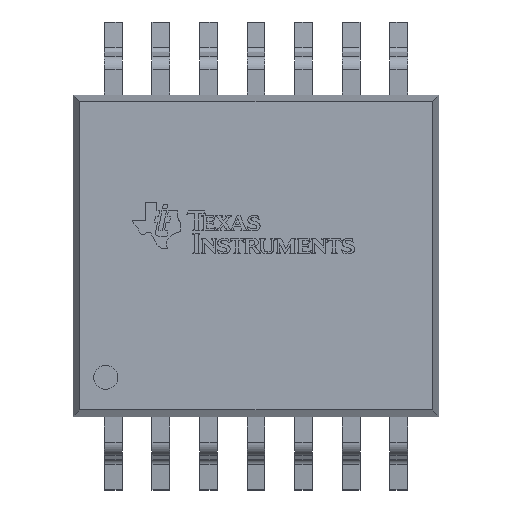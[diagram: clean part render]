
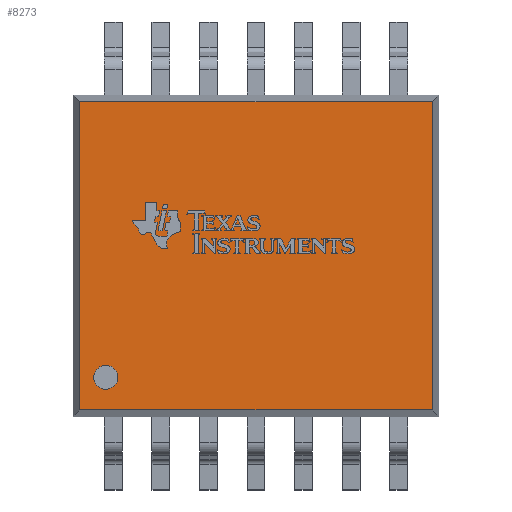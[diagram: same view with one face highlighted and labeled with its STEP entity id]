
A CAD part, top view. The second image highlights one B-rep face of the part: STEP entity #8273.
In plain terms, the highlighted planar face has unit normal (0, 0, 1).
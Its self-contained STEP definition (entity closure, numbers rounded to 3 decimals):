
#646=LINE('',#10830,#1542);
#648=LINE('',#10834,#1544);
#656=LINE('',#10848,#1552);
#657=LINE('',#10850,#1553);
#1542=VECTOR('',#9197,10.);
#1544=VECTOR('',#9201,10.);
#1552=VECTOR('',#9215,10.);
#1553=VECTOR('',#9218,10.);
#2431=FACE_BOUND('',#2916,.T.);
#2454=FACE_OUTER_BOUND('',#2915,.T.);
#2915=EDGE_LOOP('',(#5496,#5497,#5498,#5499));
#2916=EDGE_LOOP('',(#5500));
#3372=CIRCLE('',#8808,0.164);
#3390=VERTEX_POINT('',#10809);
#3397=VERTEX_POINT('',#10827);
#3398=VERTEX_POINT('',#10829);
#3399=VERTEX_POINT('',#10833);
#3402=VERTEX_POINT('',#10846);
#4220=EDGE_CURVE('',#3390,#3390,#3372,.T.);
#4229=EDGE_CURVE('',#3398,#3397,#646,.T.);
#4231=EDGE_CURVE('',#3399,#3398,#648,.T.);
#4239=EDGE_CURVE('',#3402,#3399,#656,.T.);
#4240=EDGE_CURVE('',#3397,#3402,#657,.T.);
#5496=ORIENTED_EDGE('',*,*,#4229,.T.);
#5497=ORIENTED_EDGE('',*,*,#4240,.T.);
#5498=ORIENTED_EDGE('',*,*,#4239,.T.);
#5499=ORIENTED_EDGE('',*,*,#4231,.T.);
#5500=ORIENTED_EDGE('',*,*,#4220,.T.);
#7965=PLANE('',#8816);
#8273=ADVANCED_FACE('',(#2454,#2431),#7965,.T.);
#8808=AXIS2_PLACEMENT_3D('',#10810,#9181,#9182);
#8816=AXIS2_PLACEMENT_3D('',#10849,#9216,#9217);
#9181=DIRECTION('center_axis',(0.,0.,-1.));
#9182=DIRECTION('ref_axis',(-1.,0.,0.));
#9197=DIRECTION('',(1.,0.,0.));
#9201=DIRECTION('',(0.,-1.,0.));
#9215=DIRECTION('',(-1.,0.,0.));
#9216=DIRECTION('center_axis',(0.,0.,1.));
#9217=DIRECTION('ref_axis',(1.,0.,0.));
#9218=DIRECTION('',(0.,1.,0.));
#10809=CARTESIAN_POINT('',(-1.89,-1.661,1.05));
#10810=CARTESIAN_POINT('Origin',(-2.054,-1.661,1.05));
#10827=CARTESIAN_POINT('',(2.407,-2.107,1.05));
#10829=CARTESIAN_POINT('',(-2.407,-2.107,1.05));
#10830=CARTESIAN_POINT('',(0.,-2.107,1.05));
#10833=CARTESIAN_POINT('',(-2.407,2.107,1.05));
#10834=CARTESIAN_POINT('',(-2.407,0.,1.05));
#10846=CARTESIAN_POINT('',(2.407,2.107,1.05));
#10848=CARTESIAN_POINT('',(0.,2.107,1.05));
#10849=CARTESIAN_POINT('Origin',(0.,0.,1.05));
#10850=CARTESIAN_POINT('',(2.407,0.,1.05));
